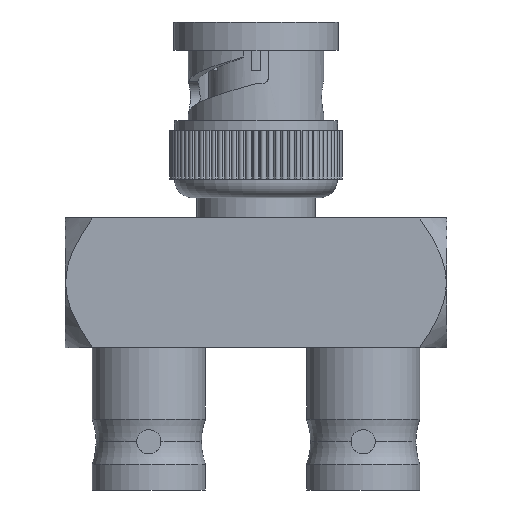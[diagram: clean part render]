
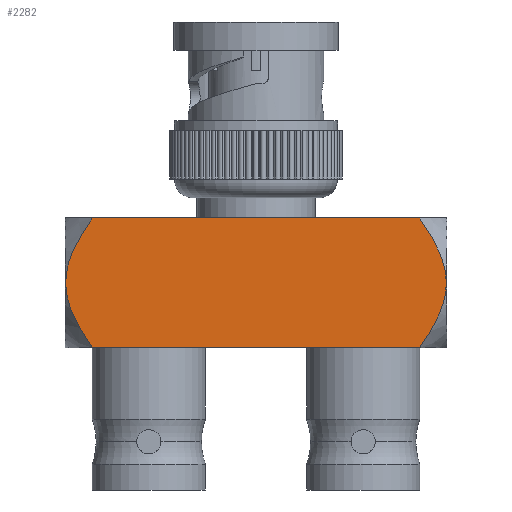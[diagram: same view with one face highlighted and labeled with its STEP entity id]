
A CAD part, front view. The second image highlights one B-rep face of the part: STEP entity #2282.
In plain terms, the highlighted planar face has unit normal (0, -1, 0).
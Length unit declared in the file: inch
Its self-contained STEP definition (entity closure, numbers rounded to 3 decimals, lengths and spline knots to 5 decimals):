
#1173 = VERTEX_POINT ( 'NONE', #5024 ) ;
#1281 = VERTEX_POINT ( 'NONE', #5545 ) ;
#1292 = EDGE_CURVE ( 'NONE', #1173, #1281, #5351, .T. ) ;
#2247 = EDGE_CURVE ( 'NONE', #2248, #1173, #10904, .T. ) ;
#2248 = VERTEX_POINT ( 'NONE', #10900 ) ;
#2249 = ORIENTED_EDGE ( 'NONE', *, *, #2247, .F. ) ;
#2250 = ORIENTED_EDGE ( 'NONE', *, *, #2251, .F. ) ;
#2251 = EDGE_CURVE ( 'NONE', #2273, #2248, #10892, .T. ) ;
#2252 = ORIENTED_EDGE ( 'NONE', *, *, #2272, .T. ) ;
#2272 = EDGE_CURVE ( 'NONE', #2273, #1281, #11324, .T. ) ;
#2273 = VERTEX_POINT ( 'NONE', #11320 ) ;
#2282 = ADVANCED_FACE ( 'NONE', ( #11184 ), #11183, .F. ) ;
#2283 = EDGE_LOOP ( 'NONE', ( #2284, #2249, #2250, #2252 ) ) ;
#2284 = ORIENTED_EDGE ( 'NONE', *, *, #1292, .F. ) ;
#5024 = CARTESIAN_POINT ( 'NONE',  ( -0.54189, -0.217, -1.079 ) ) ;
#5326 = CARTESIAN_POINT ( 'NONE',  ( -0.54189, -0.217, -0.649 ) ) ;
#5327 = CARTESIAN_POINT ( 'NONE',  ( -0.55314, -0.217, -0.66499 ) ) ;
#5328 = CARTESIAN_POINT ( 'NONE',  ( -0.56397, -0.217, -0.68126 ) ) ;
#5329 = CARTESIAN_POINT ( 'NONE',  ( -0.58426, -0.217, -0.71464 ) ) ;
#5330 = CARTESIAN_POINT ( 'NONE',  ( -0.59373, -0.217, -0.73175 ) ) ;
#5331 = CARTESIAN_POINT ( 'NONE',  ( -0.61037, -0.217, -0.76743 ) ) ;
#5332 = CARTESIAN_POINT ( 'NONE',  ( -0.61753, -0.217, -0.7861 ) ) ;
#5333 = CARTESIAN_POINT ( 'NONE',  ( -0.62501, -0.217, -0.81466 ) ) ;
#5334 = CARTESIAN_POINT ( 'NONE',  ( -0.62697, -0.217, -0.82431 ) ) ;
#5335 = CARTESIAN_POINT ( 'NONE',  ( -0.62965, -0.217, -0.84392 ) ) ;
#5336 = CARTESIAN_POINT ( 'NONE',  ( -0.63035, -0.217, -0.85392 ) ) ;
#5337 = CARTESIAN_POINT ( 'NONE',  ( -0.63038, -0.217, -0.8835 ) ) ;
#5338 = CARTESIAN_POINT ( 'NONE',  ( -0.62768, -0.217, -0.90295 ) ) ;
#5339 = CARTESIAN_POINT ( 'NONE',  ( -0.61771, -0.217, -0.94143 ) ) ;
#5340 = CARTESIAN_POINT ( 'NONE',  ( -0.61066, -0.217, -0.95984 ) ) ;
#5341 = CARTESIAN_POINT ( 'NONE',  ( -0.59413, -0.217, -0.99547 ) ) ;
#5342 = CARTESIAN_POINT ( 'NONE',  ( -0.58462, -0.217, -1.01275 ) ) ;
#5343 = CARTESIAN_POINT ( 'NONE',  ( -0.56411, -0.217, -1.04654 ) ) ;
#5349 = CARTESIAN_POINT ( 'NONE',  ( -0.5532, -0.217, -1.06293 ) ) ;
#5350 = CARTESIAN_POINT ( 'NONE',  ( -0.54189, -0.217, -1.079 ) ) ;
#5351 = B_SPLINE_CURVE_WITH_KNOTS ( 'NONE', 3,
 ( #5350, #5349, #5343, #5342, #5341, #5340, #5339, #5338, #5337, #5336, #5335, #5334, #5333, #5332, #5331, #5330, #5329, #5328, #5327, #5326 ),
 .UNSPECIFIED., .F., .F.,
 ( 4, 2, 2, 2, 2, 2, 2, 2, 2, 4 ),
 ( 0.00656, 0.00806, 0.00955, 0.01105, 0.01254, 0.01329, 0.01404, 0.01553, 0.01703, 0.01853 ),
 .UNSPECIFIED. ) ;
#5545 = CARTESIAN_POINT ( 'NONE',  ( -0.54189, -0.217, -0.649 ) ) ;
#10871 = CARTESIAN_POINT ( 'NONE',  ( 0.54189, -0.217, -1.079 ) ) ;
#10872 = CARTESIAN_POINT ( 'NONE',  ( 0.5532, -0.217, -1.06293 ) ) ;
#10873 = CARTESIAN_POINT ( 'NONE',  ( 0.56411, -0.217, -1.04654 ) ) ;
#10874 = CARTESIAN_POINT ( 'NONE',  ( 0.58462, -0.217, -1.01275 ) ) ;
#10875 = CARTESIAN_POINT ( 'NONE',  ( 0.59413, -0.217, -0.99547 ) ) ;
#10876 = CARTESIAN_POINT ( 'NONE',  ( 0.61066, -0.217, -0.95984 ) ) ;
#10877 = CARTESIAN_POINT ( 'NONE',  ( 0.61771, -0.217, -0.94143 ) ) ;
#10878 = CARTESIAN_POINT ( 'NONE',  ( 0.62768, -0.217, -0.90295 ) ) ;
#10879 = CARTESIAN_POINT ( 'NONE',  ( 0.63038, -0.217, -0.8835 ) ) ;
#10880 = CARTESIAN_POINT ( 'NONE',  ( 0.63035, -0.217, -0.85392 ) ) ;
#10881 = CARTESIAN_POINT ( 'NONE',  ( 0.62965, -0.217, -0.84392 ) ) ;
#10882 = CARTESIAN_POINT ( 'NONE',  ( 0.62697, -0.217, -0.82431 ) ) ;
#10883 = CARTESIAN_POINT ( 'NONE',  ( 0.62501, -0.217, -0.81466 ) ) ;
#10884 = CARTESIAN_POINT ( 'NONE',  ( 0.61753, -0.217, -0.7861 ) ) ;
#10892 = B_SPLINE_CURVE_WITH_KNOTS ( 'NONE', 3,
 ( #10899, #10898, #10897, #10896, #10895, #10894, #10884, #10883, #10882, #10881, #10880, #10879, #10878, #10877, #10876, #10875, #10874, #10873, #10872, #10871 ),
 .UNSPECIFIED., .F., .F.,
 ( 4, 2, 2, 2, 2, 2, 2, 2, 2, 4 ),
 ( 0.02359, 0.02508, 0.02658, 0.02807, 0.02881, 0.02956, 0.03105, 0.03254, 0.03403, 0.03553 ),
 .UNSPECIFIED. ) ;
#10894 = CARTESIAN_POINT ( 'NONE',  ( 0.61037, -0.217, -0.76743 ) ) ;
#10895 = CARTESIAN_POINT ( 'NONE',  ( 0.59373, -0.217, -0.73175 ) ) ;
#10896 = CARTESIAN_POINT ( 'NONE',  ( 0.58426, -0.217, -0.71464 ) ) ;
#10897 = CARTESIAN_POINT ( 'NONE',  ( 0.56397, -0.217, -0.68126 ) ) ;
#10898 = CARTESIAN_POINT ( 'NONE',  ( 0.55314, -0.217, -0.66499 ) ) ;
#10899 = CARTESIAN_POINT ( 'NONE',  ( 0.54189, -0.217, -0.649 ) ) ;
#10900 = CARTESIAN_POINT ( 'NONE',  ( 0.54189, -0.217, -1.079 ) ) ;
#10901 = DIRECTION ( 'NONE',  ( -1., 0., 0. ) ) ;
#10902 = VECTOR ( 'NONE', #10901, 39.37008 ) ;
#10903 = CARTESIAN_POINT ( 'NONE',  ( 0.6325, -0.217, -1.079 ) ) ;
#10904 = LINE ( 'NONE', #10903, #10902 ) ;
#11129 = DIRECTION ( 'NONE',  ( 0., 0., 1. ) ) ;
#11130 = DIRECTION ( 'NONE',  ( 0., 1., 0. ) ) ;
#11179 = CARTESIAN_POINT ( 'NONE',  ( 0.6325, -0.217, -1.079 ) ) ;
#11180 = AXIS2_PLACEMENT_3D ( 'NONE', #11179, #11130, #11129 ) ;
#11183 = PLANE ( 'NONE',  #11180 ) ;
#11184 = FACE_OUTER_BOUND ( 'NONE', #2283, .T. ) ;
#11320 = CARTESIAN_POINT ( 'NONE',  ( 0.54189, -0.217, -0.649 ) ) ;
#11321 = DIRECTION ( 'NONE',  ( -1., 0., 0. ) ) ;
#11322 = VECTOR ( 'NONE', #11321, 39.37008 ) ;
#11323 = CARTESIAN_POINT ( 'NONE',  ( 0.6325, -0.217, -0.649 ) ) ;
#11324 = LINE ( 'NONE', #11323, #11322 ) ;
